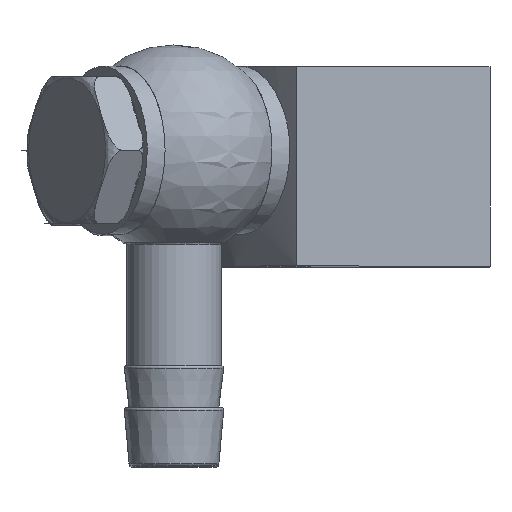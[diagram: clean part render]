
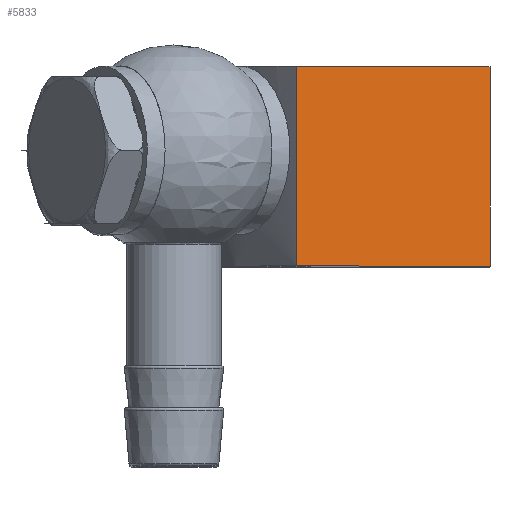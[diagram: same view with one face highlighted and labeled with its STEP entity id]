
A CAD part, top view. The second image highlights one B-rep face of the part: STEP entity #5833.
In plain terms, the highlighted planar face has unit normal (0.643, 0, 0.766).
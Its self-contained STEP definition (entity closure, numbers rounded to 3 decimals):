
#5522=CARTESIAN_POINT('',(-8.113,13.093,34.528));
#5523=VERTEX_POINT('',#5522);
#5559=CARTESIAN_POINT('',(-8.113,-5.907,34.528));
#5560=VERTEX_POINT('',#5559);
#5568=CARTESIAN_POINT('',(-8.113,-5.907,34.528));
#5569=DIRECTION('',(0.0,1.0,0.0));
#5570=VECTOR('',#5569,19.0);
#5571=LINE('',#5568,#5570);
#5572=EDGE_CURVE('',#5560,#5523,#5571,.T.);
#5803=CARTESIAN_POINT('',(10.272,-5.907,19.101));
#5804=DIRECTION('',(0.643,0.0,0.766));
#5805=DIRECTION('',(0.766,0.0,-0.643));
#5806=AXIS2_PLACEMENT_3D('',#5803,#5804,#5805);
#5807=PLANE('',#5806);
#5808=CARTESIAN_POINT('',(10.272,13.093,19.101));
#5809=VERTEX_POINT('',#5808);
#5810=CARTESIAN_POINT('',(10.272,13.093,19.101));
#5811=DIRECTION('',(-0.766,0.0,0.643));
#5812=VECTOR('',#5811,24.0);
#5813=LINE('',#5810,#5812);
#5814=EDGE_CURVE('',#5809,#5523,#5813,.T.);
#5815=ORIENTED_EDGE('',*,*,#5814,.T.);
#5816=ORIENTED_EDGE('',*,*,#5572,.F.);
#5817=CARTESIAN_POINT('',(10.272,-5.907,19.101));
#5818=VERTEX_POINT('',#5817);
#5819=CARTESIAN_POINT('',(10.272,-5.907,19.101));
#5820=DIRECTION('',(-0.766,0.0,0.643));
#5821=VECTOR('',#5820,24.0);
#5822=LINE('',#5819,#5821);
#5823=EDGE_CURVE('',#5818,#5560,#5822,.T.);
#5824=ORIENTED_EDGE('',*,*,#5823,.F.);
#5825=CARTESIAN_POINT('',(10.272,-5.907,19.101));
#5826=DIRECTION('',(0.0,1.0,0.0));
#5827=VECTOR('',#5826,19.0);
#5828=LINE('',#5825,#5827);
#5829=EDGE_CURVE('',#5818,#5809,#5828,.T.);
#5830=ORIENTED_EDGE('',*,*,#5829,.T.);
#5831=EDGE_LOOP('',(#5815,#5816,#5824,#5830));
#5832=FACE_OUTER_BOUND('',#5831,.T.);
#5833=ADVANCED_FACE('',(#5832),#5807,.T.);
